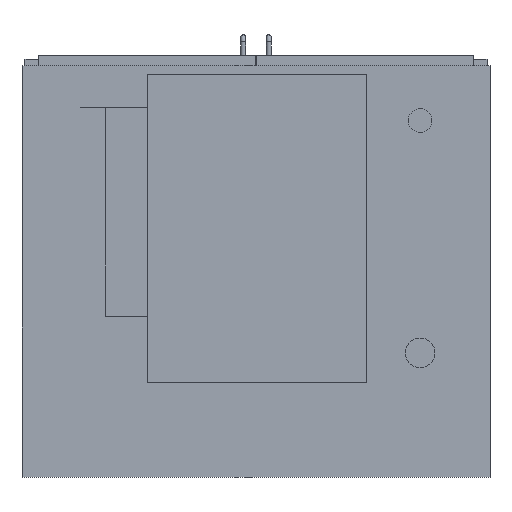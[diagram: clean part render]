
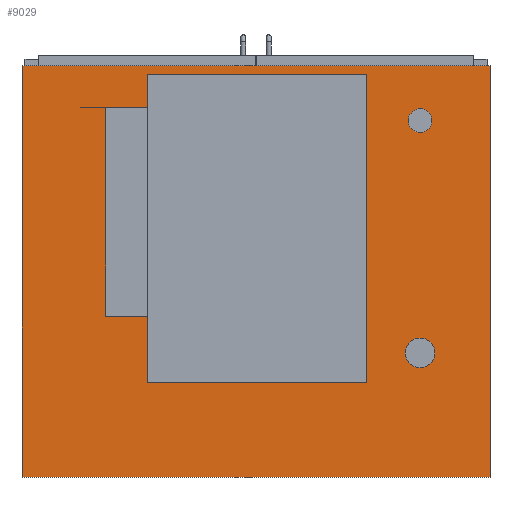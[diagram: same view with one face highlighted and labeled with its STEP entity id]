
A CAD part, front view. The second image highlights one B-rep face of the part: STEP entity #9029.
In plain terms, the highlighted planar face has unit normal (0, -1, 0).
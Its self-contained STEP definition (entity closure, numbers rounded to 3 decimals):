
#89=FACE_BOUND('',#945,.T.);
#90=FACE_BOUND('',#946,.T.);
#109=CIRCLE('',#9652,20.);
#111=CIRCLE('',#9656,25.);
#385=FACE_OUTER_BOUND('',#944,.T.);
#944=EDGE_LOOP('',(#6023,#6024,#6025,#6026));
#945=EDGE_LOOP('',(#6027));
#946=EDGE_LOOP('',(#6028));
#1532=LINE('',#12979,#2680);
#1534=LINE('',#12983,#2682);
#1536=LINE('',#12987,#2684);
#1538=LINE('',#12990,#2686);
#2680=VECTOR('',#10421,10.);
#2682=VECTOR('',#10425,10.);
#2684=VECTOR('',#10429,10.);
#2686=VECTOR('',#10433,10.);
#3806=VERTEX_POINT('',#12930);
#3808=VERTEX_POINT('',#12937);
#3821=VERTEX_POINT('',#12976);
#3822=VERTEX_POINT('',#12978);
#3823=VERTEX_POINT('',#12982);
#3824=VERTEX_POINT('',#12986);
#4667=EDGE_CURVE('',#3806,#3806,#109,.T.);
#4670=EDGE_CURVE('',#3808,#3808,#111,.T.);
#4688=EDGE_CURVE('',#3822,#3821,#1532,.T.);
#4690=EDGE_CURVE('',#3823,#3822,#1534,.T.);
#4692=EDGE_CURVE('',#3824,#3823,#1536,.T.);
#4694=EDGE_CURVE('',#3821,#3824,#1538,.T.);
#6023=ORIENTED_EDGE('',*,*,#4694,.T.);
#6024=ORIENTED_EDGE('',*,*,#4692,.T.);
#6025=ORIENTED_EDGE('',*,*,#4690,.T.);
#6026=ORIENTED_EDGE('',*,*,#4688,.T.);
#6027=ORIENTED_EDGE('',*,*,#4667,.T.);
#6028=ORIENTED_EDGE('',*,*,#4670,.T.);
#8547=PLANE('',#9668);
#9029=ADVANCED_FACE('',(#385,#89,#90),#8547,.T.);
#9652=AXIS2_PLACEMENT_3D('',#12932,#10377,#10378);
#9656=AXIS2_PLACEMENT_3D('',#12939,#10386,#10387);
#9668=AXIS2_PLACEMENT_3D('',#12991,#10434,#10435);
#10377=DIRECTION('center_axis',(0.,1.,0.));
#10378=DIRECTION('ref_axis',(1.,0.,0.));
#10386=DIRECTION('center_axis',(0.,1.,0.));
#10387=DIRECTION('ref_axis',(1.,0.,0.));
#10421=DIRECTION('',(0.,0.,-1.));
#10425=DIRECTION('',(-1.,0.,0.));
#10429=DIRECTION('',(0.,0.,1.));
#10433=DIRECTION('',(1.,0.,0.));
#10434=DIRECTION('center_axis',(0.,-1.,0.));
#10435=DIRECTION('ref_axis',(0.,0.,-1.));
#12930=CARTESIAN_POINT('',(257.,-370.,254.5));
#12932=CARTESIAN_POINT('Origin',(277.,-370.,254.5));
#12937=CARTESIAN_POINT('',(252.,-370.,-137.5));
#12939=CARTESIAN_POINT('Origin',(277.,-370.,-137.5));
#12976=CARTESIAN_POINT('',(-395.,-370.,-347.5));
#12978=CARTESIAN_POINT('',(-395.,-370.,347.5));
#12979=CARTESIAN_POINT('',(-395.,-370.,-347.5));
#12982=CARTESIAN_POINT('',(395.,-370.,347.5));
#12983=CARTESIAN_POINT('',(-395.,-370.,347.5));
#12986=CARTESIAN_POINT('',(395.,-370.,-347.5));
#12987=CARTESIAN_POINT('',(395.,-370.,347.5));
#12990=CARTESIAN_POINT('',(395.,-370.,-347.5));
#12991=CARTESIAN_POINT('Origin',(0.,-370.,0.));
